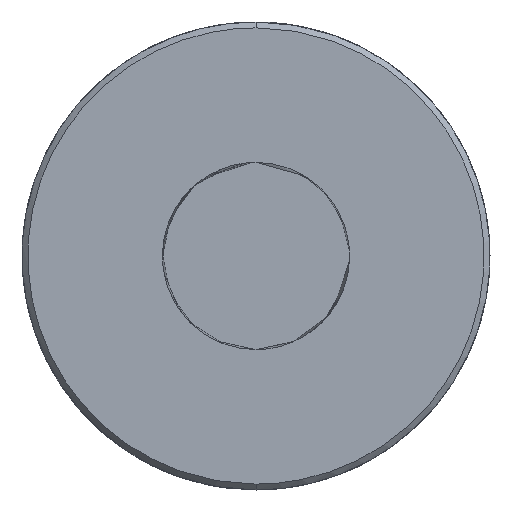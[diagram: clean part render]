
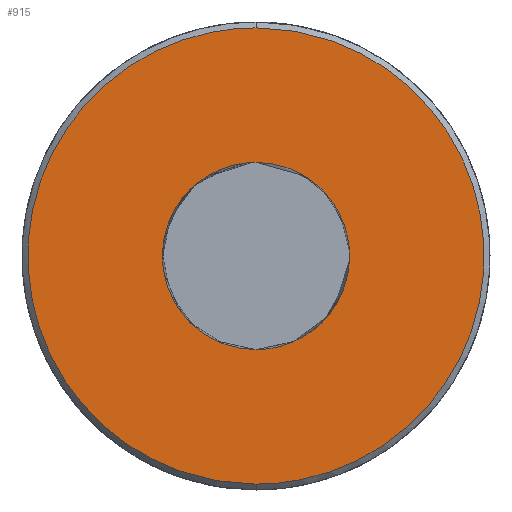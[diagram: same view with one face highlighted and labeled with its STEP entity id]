
A CAD part, left-side view. The second image highlights one B-rep face of the part: STEP entity #915.
In plain terms, the highlighted free-form (B-spline) face has degree [1, 1] with [2, 2] control points.
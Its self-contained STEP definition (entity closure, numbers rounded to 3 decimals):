
#285 = EDGE_CURVE('',#286,#288,#290,.T.);
#286 = VERTEX_POINT('',#287);
#287 = CARTESIAN_POINT('',(0.,0.,-10.687));
#288 = VERTEX_POINT('',#289);
#289 = CARTESIAN_POINT('',(0.,0.,10.687));
#290 = B_SPLINE_CURVE_WITH_KNOTS('',3,(#291,#292,#293,#294,#295,#296,
    #297,#298,#299,#300,#301,#302,#303,#304,#305,#306,#307,#308),
  .UNSPECIFIED.,.F.,.F.,(4,2,2,2,2,2,2,2,4),(0.,0.393,
    0.785,1.178,1.571,1.963,
    2.356,2.749,3.142),.UNSPECIFIED.);
#291 = CARTESIAN_POINT('',(0.,0.,-10.687));
#292 = CARTESIAN_POINT('',(0.,1.399,
    -10.687));
#293 = CARTESIAN_POINT('',(0.,2.797,
    -10.409));
#294 = CARTESIAN_POINT('',(0.,5.382,
    -9.338));
#295 = CARTESIAN_POINT('',(0.,6.567,
    -8.546));
#296 = CARTESIAN_POINT('',(0.,8.546,
    -6.567));
#297 = CARTESIAN_POINT('',(0.,9.338,
    -5.382));
#298 = CARTESIAN_POINT('',(0.,10.409,
    -2.797));
#299 = CARTESIAN_POINT('',(0.,10.687,
    -1.399));
#300 = CARTESIAN_POINT('',(0.,10.687,
    1.399));
#301 = CARTESIAN_POINT('',(0.,10.409,
    2.797));
#302 = CARTESIAN_POINT('',(0.,9.338,
    5.382));
#303 = CARTESIAN_POINT('',(0.,8.546,
    6.567));
#304 = CARTESIAN_POINT('',(0.,6.567,
    8.546));
#305 = CARTESIAN_POINT('',(0.,5.382,
    9.338));
#306 = CARTESIAN_POINT('',(0.,2.797,
    10.409));
#307 = CARTESIAN_POINT('',(0.,1.399,
    10.687));
#308 = CARTESIAN_POINT('',(0.,0.,10.687));
#483 = VERTEX_POINT('',#484);
#484 = CARTESIAN_POINT('',(0.,0.,-4.384));
#521 = VERTEX_POINT('',#522);
#522 = CARTESIAN_POINT('',(0.,0.,4.384));
#527 = EDGE_CURVE('',#521,#483,#528,.T.);
#528 = B_SPLINE_CURVE_WITH_KNOTS('',3,(#529,#530,#531,#532,#533,#534,
    #535,#536,#537,#538,#539,#540,#541,#542,#543,#544,#545,#546),
  .UNSPECIFIED.,.F.,.F.,(4,2,2,2,2,2,2,2,4),(3.142,
    3.534,3.927,4.32,4.712,
    5.105,5.498,5.89,6.283),
  .UNSPECIFIED.);
#529 = CARTESIAN_POINT('',(0.,0.,4.384));
#530 = CARTESIAN_POINT('',(0.,-0.581,4.384));
#531 = CARTESIAN_POINT('',(0.,-1.141,4.273));
#532 = CARTESIAN_POINT('',(0.,-2.215,3.828));
#533 = CARTESIAN_POINT('',(0.,-2.689,3.511));
#534 = CARTESIAN_POINT('',(0.,-3.511,2.689));
#535 = CARTESIAN_POINT('',(0.,-3.828,2.215));
#536 = CARTESIAN_POINT('',(0.,-4.273,1.141));
#537 = CARTESIAN_POINT('',(0.,-4.384,0.581));
#538 = CARTESIAN_POINT('',(0.,-4.384,-0.581));
#539 = CARTESIAN_POINT('',(0.,-4.273,-1.141));
#540 = CARTESIAN_POINT('',(0.,-3.828,-2.215));
#541 = CARTESIAN_POINT('',(0.,-3.511,-2.689));
#542 = CARTESIAN_POINT('',(0.,-2.689,-3.511));
#543 = CARTESIAN_POINT('',(0.,-2.215,-3.828));
#544 = CARTESIAN_POINT('',(0.,-1.141,-4.273));
#545 = CARTESIAN_POINT('',(0.,-0.581,-4.384));
#546 = CARTESIAN_POINT('',(0.,0.,-4.384));
#606 = EDGE_CURVE('',#483,#521,#607,.T.);
#607 = B_SPLINE_CURVE_WITH_KNOTS('',3,(#608,#609,#610,#611,#612,#613,
    #614,#615,#616,#617,#618,#619,#620,#621,#622,#623,#624,#625),
  .UNSPECIFIED.,.F.,.F.,(4,2,2,2,2,2,2,2,4),(0.,0.393,
    0.785,1.178,1.571,1.963,
    2.356,2.749,3.142),.UNSPECIFIED.);
#608 = CARTESIAN_POINT('',(0.,0.,-4.384));
#609 = CARTESIAN_POINT('',(0.,0.581,-4.384));
#610 = CARTESIAN_POINT('',(0.,1.141,-4.273));
#611 = CARTESIAN_POINT('',(0.,2.215,-3.828));
#612 = CARTESIAN_POINT('',(0.,2.689,-3.511));
#613 = CARTESIAN_POINT('',(0.,3.511,-2.689));
#614 = CARTESIAN_POINT('',(0.,3.828,-2.215));
#615 = CARTESIAN_POINT('',(0.,4.273,-1.141));
#616 = CARTESIAN_POINT('',(0.,4.384,-0.581));
#617 = CARTESIAN_POINT('',(0.,4.384,0.581));
#618 = CARTESIAN_POINT('',(0.,4.273,1.141));
#619 = CARTESIAN_POINT('',(0.,3.828,2.215));
#620 = CARTESIAN_POINT('',(0.,3.511,2.689));
#621 = CARTESIAN_POINT('',(0.,2.689,3.511));
#622 = CARTESIAN_POINT('',(0.,2.215,3.828));
#623 = CARTESIAN_POINT('',(0.,1.141,4.273));
#624 = CARTESIAN_POINT('',(0.,0.581,4.384));
#625 = CARTESIAN_POINT('',(0.,0.,4.384));
#915 = ADVANCED_FACE('',(#916,#920),#944,.T.);
#916 = FACE_BOUND('',#917,.T.);
#917 = EDGE_LOOP('',(#918,#919));
#918 = ORIENTED_EDGE('',*,*,#606,.T.);
#919 = ORIENTED_EDGE('',*,*,#527,.T.);
#920 = FACE_BOUND('',#921,.T.);
#921 = EDGE_LOOP('',(#922,#923));
#922 = ORIENTED_EDGE('',*,*,#285,.F.);
#923 = ORIENTED_EDGE('',*,*,#924,.F.);
#924 = EDGE_CURVE('',#288,#286,#925,.T.);
#925 = B_SPLINE_CURVE_WITH_KNOTS('',3,(#926,#927,#928,#929,#930,#931,
    #932,#933,#934,#935,#936,#937,#938,#939,#940,#941,#942,#943),
  .UNSPECIFIED.,.F.,.F.,(4,2,2,2,2,2,2,2,4),(3.142,
    3.534,3.927,4.32,4.712,
    5.105,5.498,5.89,6.283),
  .UNSPECIFIED.);
#926 = CARTESIAN_POINT('',(0.,0.,10.687));
#927 = CARTESIAN_POINT('',(0.,-1.399,
    10.687));
#928 = CARTESIAN_POINT('',(0.,-2.797,
    10.409));
#929 = CARTESIAN_POINT('',(0.,-5.382,
    9.338));
#930 = CARTESIAN_POINT('',(0.,-6.567,
    8.546));
#931 = CARTESIAN_POINT('',(0.,-8.546,
    6.567));
#932 = CARTESIAN_POINT('',(0.,-9.338,
    5.382));
#933 = CARTESIAN_POINT('',(0.,-10.409,
    2.797));
#934 = CARTESIAN_POINT('',(0.,-10.687,
    1.399));
#935 = CARTESIAN_POINT('',(0.,-10.687,
    -1.399));
#936 = CARTESIAN_POINT('',(0.,-10.409,
    -2.797));
#937 = CARTESIAN_POINT('',(0.,-9.338,
    -5.382));
#938 = CARTESIAN_POINT('',(0.,-8.546,
    -6.567));
#939 = CARTESIAN_POINT('',(0.,-6.567,
    -8.546));
#940 = CARTESIAN_POINT('',(0.,-5.382,
    -9.338));
#941 = CARTESIAN_POINT('',(0.,-2.797,
    -10.409));
#942 = CARTESIAN_POINT('',(0.,-1.399,
    -10.687));
#943 = CARTESIAN_POINT('',(0.,0.,-10.687));
#944 = B_SPLINE_SURFACE_WITH_KNOTS('',1,1,(
    (#945,#946)
    ,(#947,#948
    )),.UNSPECIFIED.,.F.,.F.,.F.,(2,2),(2,2),(-9.75,9.75),(-19.5,
    0.),.PIECEWISE_BEZIER_KNOTS.);
#945 = CARTESIAN_POINT('',(0.,-10.687,-10.687));
#946 = CARTESIAN_POINT('',(0.,10.687,-10.687));
#947 = CARTESIAN_POINT('',(0.,-10.687,10.687));
#948 = CARTESIAN_POINT('',(0.,10.687,10.687));
